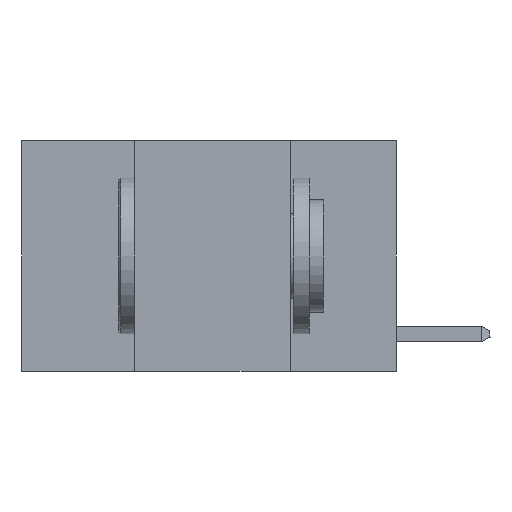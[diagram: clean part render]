
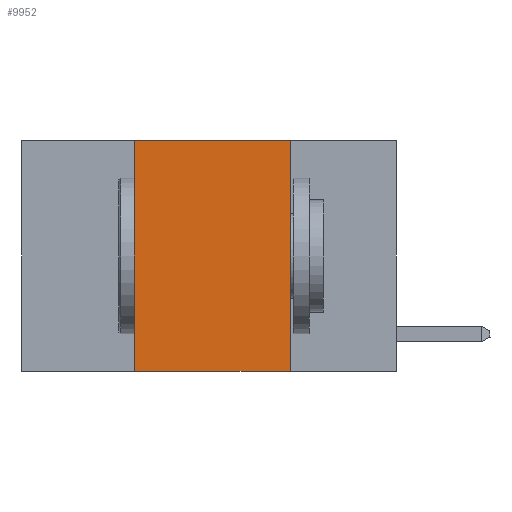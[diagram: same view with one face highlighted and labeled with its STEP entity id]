
A CAD part, left-side view. The second image highlights one B-rep face of the part: STEP entity #9952.
In plain terms, the highlighted planar face has unit normal (-1, 0, 0).
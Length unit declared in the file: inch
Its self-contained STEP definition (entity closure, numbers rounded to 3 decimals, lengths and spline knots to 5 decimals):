
#167 = VECTOR ( 'NONE', #4703, 39.37008 ) ;
#726 = CARTESIAN_POINT ( 'NONE',  ( 0., 0.17, 0. ) ) ;
#1181 = CARTESIAN_POINT ( 'NONE',  ( 0., 0.17, -0.37 ) ) ;
#1399 = CARTESIAN_POINT ( 'NONE',  ( 0., 0.42, 0. ) ) ;
#1755 = PLANE ( 'NONE',  #9551 ) ;
#1790 = CARTESIAN_POINT ( 'NONE',  ( 0., 0.42, -0.37 ) ) ;
#2292 = LINE ( 'NONE', #4715, #9196 ) ;
#2637 = CARTESIAN_POINT ( 'NONE',  ( 0., 0.17, 0. ) ) ;
#2899 = VECTOR ( 'NONE', #9100, 39.37008 ) ;
#2949 = VERTEX_POINT ( 'NONE', #726 ) ;
#3371 = LINE ( 'NONE', #2637, #2899 ) ;
#3546 = DIRECTION ( 'NONE',  ( 0., -1., 0. ) ) ;
#4232 = FACE_OUTER_BOUND ( 'NONE', #4933, .T. ) ;
#4256 = CARTESIAN_POINT ( 'NONE',  ( 0., 0.42, 0. ) ) ;
#4703 = DIRECTION ( 'NONE',  ( 0., 0., 1. ) ) ;
#4715 = CARTESIAN_POINT ( 'NONE',  ( 0., 0.6, -0.37 ) ) ;
#4933 = EDGE_LOOP ( 'NONE', ( #7106, #6059, #5661, #6828 ) ) ;
#5054 = DIRECTION ( 'NONE',  ( 0., 0., -1. ) ) ;
#5099 = CARTESIAN_POINT ( 'NONE',  ( 0., 0.6, 0. ) ) ;
#5661 = ORIENTED_EDGE ( 'NONE', *, *, #7608, .F. ) ;
#5723 = EDGE_CURVE ( 'NONE', #2949, #8020, #3371, .T. ) ;
#6059 = ORIENTED_EDGE ( 'NONE', *, *, #7186, .F. ) ;
#6498 = VERTEX_POINT ( 'NONE', #1790 ) ;
#6543 = VECTOR ( 'NONE', #3546, 39.37008 ) ;
#6715 = DIRECTION ( 'NONE',  ( 1., 0., 0. ) ) ;
#6828 = ORIENTED_EDGE ( 'NONE', *, *, #8392, .T. ) ;
#7106 = ORIENTED_EDGE ( 'NONE', *, *, #5723, .F. ) ;
#7132 = DIRECTION ( 'NONE',  ( 0., -1., 0. ) ) ;
#7186 = EDGE_CURVE ( 'NONE', #7898, #2949, #10353, .T. ) ;
#7608 = EDGE_CURVE ( 'NONE', #6498, #7898, #9611, .T. ) ;
#7898 = VERTEX_POINT ( 'NONE', #4256 ) ;
#8020 = VERTEX_POINT ( 'NONE', #1181 ) ;
#8392 = EDGE_CURVE ( 'NONE', #6498, #8020, #2292, .T. ) ;
#9100 = DIRECTION ( 'NONE',  ( 0., 0., -1. ) ) ;
#9196 = VECTOR ( 'NONE', #7132, 39.37008 ) ;
#9328 = CARTESIAN_POINT ( 'NONE',  ( 0., 0.6, 0. ) ) ;
#9551 = AXIS2_PLACEMENT_3D ( 'NONE', #5099, #6715, #5054 ) ;
#9611 = LINE ( 'NONE', #1399, #167 ) ;
#9952 = ADVANCED_FACE ( 'NONE', ( #4232 ), #1755, .F. ) ;
#10353 = LINE ( 'NONE', #9328, #6543 ) ;
